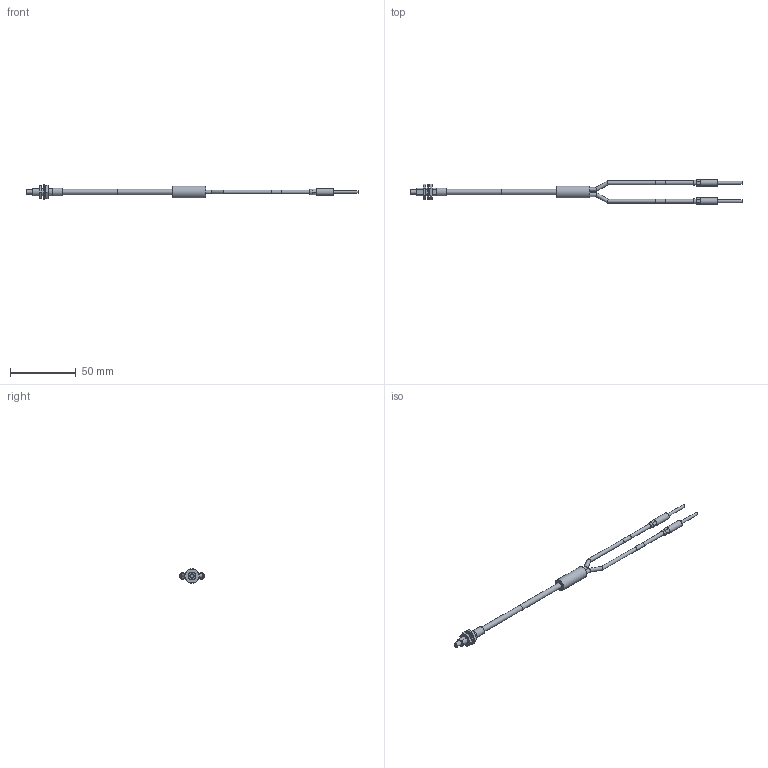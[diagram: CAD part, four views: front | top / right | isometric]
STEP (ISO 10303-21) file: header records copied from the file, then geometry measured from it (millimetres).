
FILE_DESCRIPTION(/* description */ (''),/* implementation_level */ '2;1');
FILE_NAME(/* name */ 'LT10C058.stp',/* time_stamp */ '2016-10-06T13:55:33+02:00',/* author */ ('mitarbeiter'),/* organization */ (''),/* preprocessor_version */ 'ST-DEVELOPER v15.2',/* originating_system */ 'Autodesk Inventor 2014',/* authorisation */ '');
FILE_SCHEMA (('AUTOMOTIVE_DESIGN { 1 0 10303 214 3 1 1 }'));
Length unit declared in the file: millimetre
Products named in the file (1): LT10C058
Bounding box: 253 x 19 x 11 mm (x, y, z)
Volume: 5721.4 mm3; surface area: 5711.2 mm2
Topology: 9 solids, 9 shells, 91 faces, 162 edges, 100 vertices
Faces by surface type: plane 66, cylinder 25
Full cylindrical faces by diameter (mm): 2 x1, 2.2 x2, 2.9 x8, 3.5 x1, 3.9 x2, 4.2 x2, 5 x2, 6 x4, 9 x1, 11 x1
Entity records: 2069 total; most frequent: DIRECTION 380, CARTESIAN_POINT 326, ORIENTED_EDGE 272, AXIS2_PLACEMENT_3D 152, EDGE_CURVE 136, EDGE_LOOP 132, VERTEX_POINT 98, FACE_OUTER_BOUND 91
